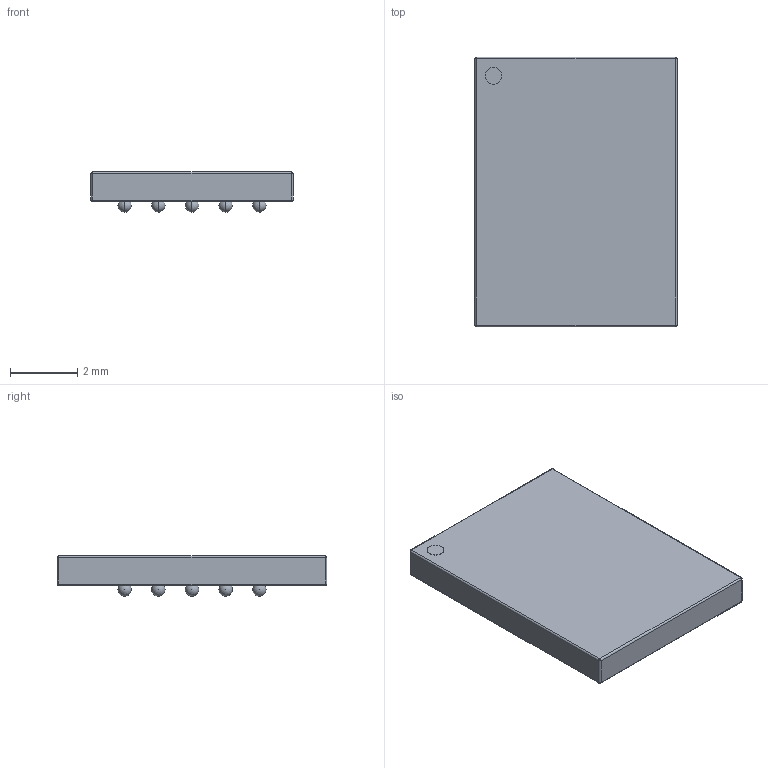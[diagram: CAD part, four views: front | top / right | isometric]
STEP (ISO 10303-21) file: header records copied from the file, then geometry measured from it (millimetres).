
FILE_DESCRIPTION (( 'STEP AP214' ), '1' );
FILE_NAME ('IS25WX512M-JHLE.STEP', '2024-04-19T04:04:52', ( '' ), ( '' ), 'SwSTEP 2.0', 'SolidWorks 2023', '' );
FILE_SCHEMA (( 'AUTOMOTIVE_DESIGN' ));
Length unit declared in the file: millimetre
Products named in the file (1): IS25WX512M-JHLE
Bounding box: 6 x 8 x 1.2 mm (x, y, z)
Volume: 43.5 mm3; surface area: 132.1 mm2
Topology: 26 solids, 26 shells, 81 faces, 236 edges, 152 vertices
Faces by surface type: sphere 56, cylinder 16, plane 9
Entity records: 2893 total; most frequent: DIRECTION 352, CARTESIAN_POINT 270, ORIENTED_EDGE 216, AXIS2_PLACEMENT_3D 162, EDGE_CURVE 108, UNCERTAINTY_MEASURE_WITH_UNIT 108, PRESENTATION_STYLE_ASSIGNMENT 107, SURFACE_SIDE_STYLE 107
